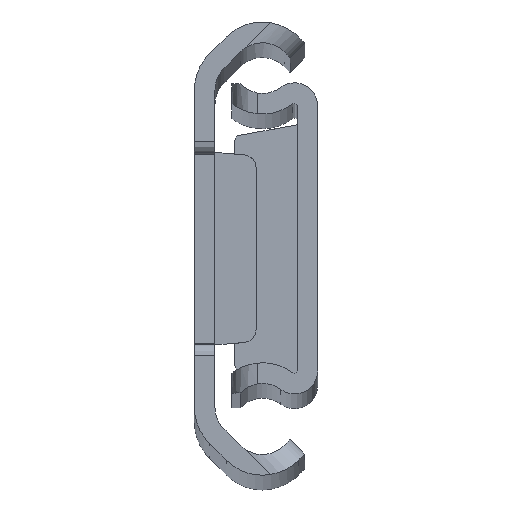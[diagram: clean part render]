
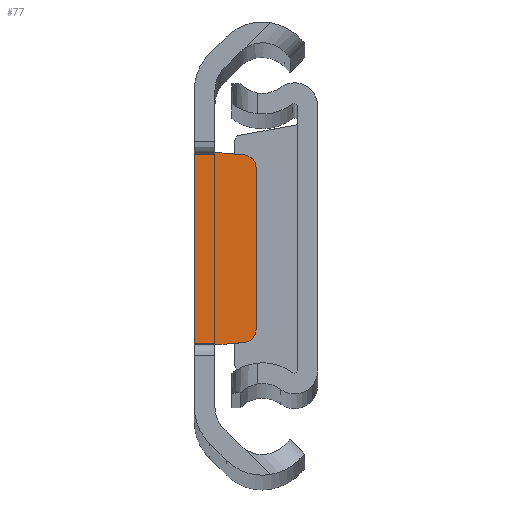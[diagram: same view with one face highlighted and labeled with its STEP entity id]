
A CAD part, top view. The second image highlights one B-rep face of the part: STEP entity #77.
In plain terms, the highlighted planar face has unit normal (0, 0, 1).
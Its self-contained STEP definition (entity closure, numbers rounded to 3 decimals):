
#18 = VECTOR ( 'NONE', #388, 1000. ) ;
#77 = ADVANCED_FACE ( 'NONE', ( #4120 ), #2991, .T. ) ;
#110 = CARTESIAN_POINT ( 'NONE',  ( 0., 7.5, -2.2 ) ) ;
#130 = DIRECTION ( 'NONE',  ( 0., 1., 0. ) ) ;
#170 = CARTESIAN_POINT ( 'NONE',  ( 8.601, 7.5, -2.2 ) ) ;
#181 = LINE ( 'NONE', #2096, #2464 ) ;
#216 = DIRECTION ( 'NONE',  ( 0., -1., 0. ) ) ;
#382 = EDGE_CURVE ( 'NONE', #3625, #2381, #1552, .T. ) ;
#388 = DIRECTION ( 'NONE',  ( 0., 1., 0. ) ) ;
#759 = ORIENTED_EDGE ( 'NONE', *, *, #4422, .T. ) ;
#890 = EDGE_LOOP ( 'NONE', ( #2861, #4533, #1718, #3962, #759, #3195, #2998, #2475 ) ) ;
#975 = CARTESIAN_POINT ( 'NONE',  ( 0., 7.5, -2.2 ) ) ;
#1128 = DIRECTION ( 'NONE',  ( 0., -1., 0. ) ) ;
#1198 = CARTESIAN_POINT ( 'NONE',  ( 3.8, -6.311, -2.2 ) ) ;
#1287 = DIRECTION ( 'NONE',  ( -1., 0., 0. ) ) ;
#1291 = LINE ( 'NONE', #2843, #1720 ) ;
#1336 = CARTESIAN_POINT ( 'NONE',  ( 0., -7.5, -2.2 ) ) ;
#1441 = CARTESIAN_POINT ( 'NONE',  ( 1.6, -7.5, -2.2 ) ) ;
#1552 = CIRCLE ( 'NONE', #3269, 1. ) ;
#1616 = LINE ( 'NONE', #2004, #18 ) ;
#1705 = CIRCLE ( 'NONE', #5018, 1. ) ;
#1718 = ORIENTED_EDGE ( 'NONE', *, *, #3400, .T. ) ;
#1720 = VECTOR ( 'NONE', #2879, 1000. ) ;
#2001 = LINE ( 'NONE', #110, #3436 ) ;
#2004 = CARTESIAN_POINT ( 'NONE',  ( 4.8, 7.23, -2.2 ) ) ;
#2082 = CARTESIAN_POINT ( 'NONE',  ( 3.884, -7.307, -2.2 ) ) ;
#2095 = CARTESIAN_POINT ( 'NONE',  ( 8.601, -7.5, -2.2 ) ) ;
#2096 = CARTESIAN_POINT ( 'NONE',  ( 4.8, -7.23, -2.2 ) ) ;
#2161 = EDGE_CURVE ( 'NONE', #3712, #3625, #181, .T. ) ;
#2242 = VERTEX_POINT ( 'NONE', #975 ) ;
#2353 = DIRECTION ( 'NONE',  ( 0., -1., 0. ) ) ;
#2355 = VECTOR ( 'NONE', #1287, 1000. ) ;
#2381 = VERTEX_POINT ( 'NONE', #3126 ) ;
#2464 = VECTOR ( 'NONE', #2478, 1000. ) ;
#2475 = ORIENTED_EDGE ( 'NONE', *, *, #4023, .F. ) ;
#2478 = DIRECTION ( 'NONE',  ( 0.996, 0.084, 0. ) ) ;
#2562 = EDGE_CURVE ( 'NONE', #3883, #4402, #1705, .T. ) ;
#2640 = VECTOR ( 'NONE', #3637, 1000. ) ;
#2843 = CARTESIAN_POINT ( 'NONE',  ( 1.6, 7.5, -2.2 ) ) ;
#2861 = ORIENTED_EDGE ( 'NONE', *, *, #2161, .T. ) ;
#2879 = DIRECTION ( 'NONE',  ( -0.996, 0.084, 0. ) ) ;
#2888 = VERTEX_POINT ( 'NONE', #3813 ) ;
#2904 = LINE ( 'NONE', #4432, #2640 ) ;
#2991 = PLANE ( 'NONE',  #4150 ) ;
#2998 = ORIENTED_EDGE ( 'NONE', *, *, #4469, .F. ) ;
#3099 = CARTESIAN_POINT ( 'NONE',  ( 4.8, 6.311, -2.2 ) ) ;
#3126 = CARTESIAN_POINT ( 'NONE',  ( 4.8, -6.311, -2.2 ) ) ;
#3195 = ORIENTED_EDGE ( 'NONE', *, *, #3570, .T. ) ;
#3219 = DIRECTION ( 'NONE',  ( 0., 0., 1. ) ) ;
#3269 = AXIS2_PLACEMENT_3D ( 'NONE', #1198, #3219, #2353 ) ;
#3400 = EDGE_CURVE ( 'NONE', #2381, #3883, #1616, .T. ) ;
#3436 = VECTOR ( 'NONE', #130, 1000. ) ;
#3570 = EDGE_CURVE ( 'NONE', #2888, #2242, #2904, .T. ) ;
#3625 = VERTEX_POINT ( 'NONE', #2082 ) ;
#3637 = DIRECTION ( 'NONE',  ( -1., 0., 0. ) ) ;
#3696 = DIRECTION ( 'NONE',  ( 0., 0., 1. ) ) ;
#3712 = VERTEX_POINT ( 'NONE', #1441 ) ;
#3813 = CARTESIAN_POINT ( 'NONE',  ( 1.6, 7.5, -2.2 ) ) ;
#3883 = VERTEX_POINT ( 'NONE', #3099 ) ;
#3962 = ORIENTED_EDGE ( 'NONE', *, *, #2562, .T. ) ;
#4023 = EDGE_CURVE ( 'NONE', #3712, #4105, #4755, .T. ) ;
#4105 = VERTEX_POINT ( 'NONE', #1336 ) ;
#4120 = FACE_OUTER_BOUND ( 'NONE', #890, .T. ) ;
#4150 = AXIS2_PLACEMENT_3D ( 'NONE', #170, #3696, #216 ) ;
#4402 = VERTEX_POINT ( 'NONE', #4759 ) ;
#4422 = EDGE_CURVE ( 'NONE', #4402, #2888, #1291, .T. ) ;
#4432 = CARTESIAN_POINT ( 'NONE',  ( 8.601, 7.5, -2.2 ) ) ;
#4469 = EDGE_CURVE ( 'NONE', #4105, #2242, #2001, .T. ) ;
#4533 = ORIENTED_EDGE ( 'NONE', *, *, #382, .T. ) ;
#4592 = DIRECTION ( 'NONE',  ( 0., 0., 1. ) ) ;
#4755 = LINE ( 'NONE', #2095, #2355 ) ;
#4759 = CARTESIAN_POINT ( 'NONE',  ( 3.884, 7.307, -2.2 ) ) ;
#4915 = CARTESIAN_POINT ( 'NONE',  ( 3.8, 6.311, -2.2 ) ) ;
#5018 = AXIS2_PLACEMENT_3D ( 'NONE', #4915, #4592, #1128 ) ;
